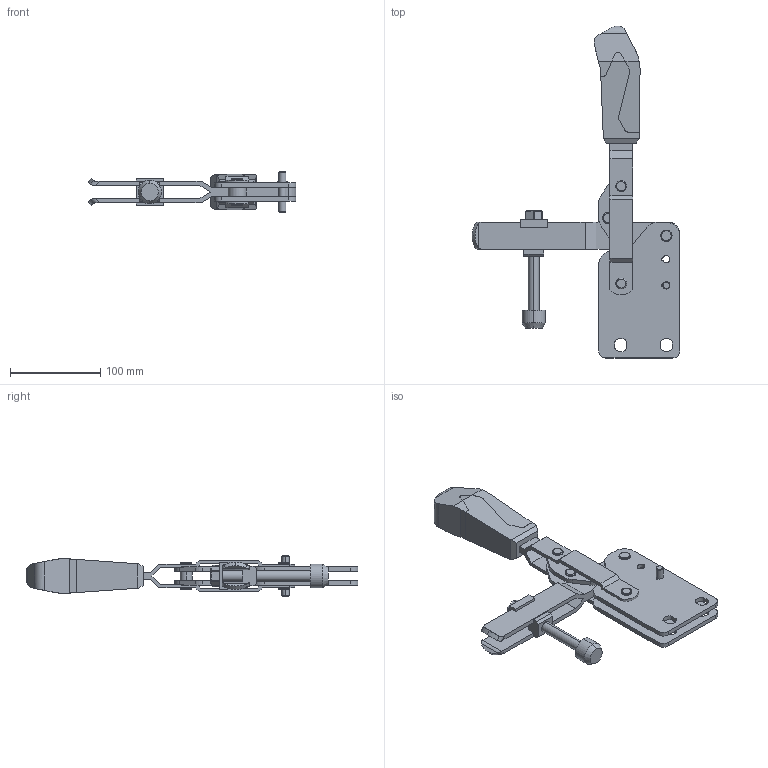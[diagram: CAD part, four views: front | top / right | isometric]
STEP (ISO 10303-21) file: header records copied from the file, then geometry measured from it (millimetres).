
FILE_DESCRIPTION (( 'STEP AP214' ), '1' );
FILE_NAME ('EH 23330.0017.STEP', '2019-10-25T06:14:23', ( '' ), ( '' ), 'SwSTEP 2.0', 'SolidWorks 2019', '' );
FILE_SCHEMA (( 'AUTOMOTIVE_DESIGN' ));
Length unit declared in the file: millimetre
Products named in the file (8): _90266-1.stp; _90068-6_0.stp; _90068-3_0.stp; EH 23330.0017; _146282.stp; _557264.stp; _90066-2.stp; _140160.stp
Assembly tree (7 placements, depth 2):
  EH 23330.0017
    _90266-1.stp
    _90066-2.stp
    _140160.stp
    _146282.stp
    _90068-3_0.stp
    _90068-6_0.stp
    _557264.stp
Bounding box: 230.29 x 368 x 45 mm (x, y, z)
Volume: 452543.5 mm3; surface area: 149001.3 mm2
Topology: 7 solids, 8 shells, 417 faces, 1084 edges, 705 vertices
Faces by surface type: plane 181, cylinder 176, cone 42, torus 18
Entity records: 14147 total; most frequent: CARTESIAN_POINT 2753, DIRECTION 2279, ORIENTED_EDGE 2168, EDGE_CURVE 1084, AXIS2_PLACEMENT_3D 838, VERTEX_POINT 705, VECTOR 603, LINE 603
